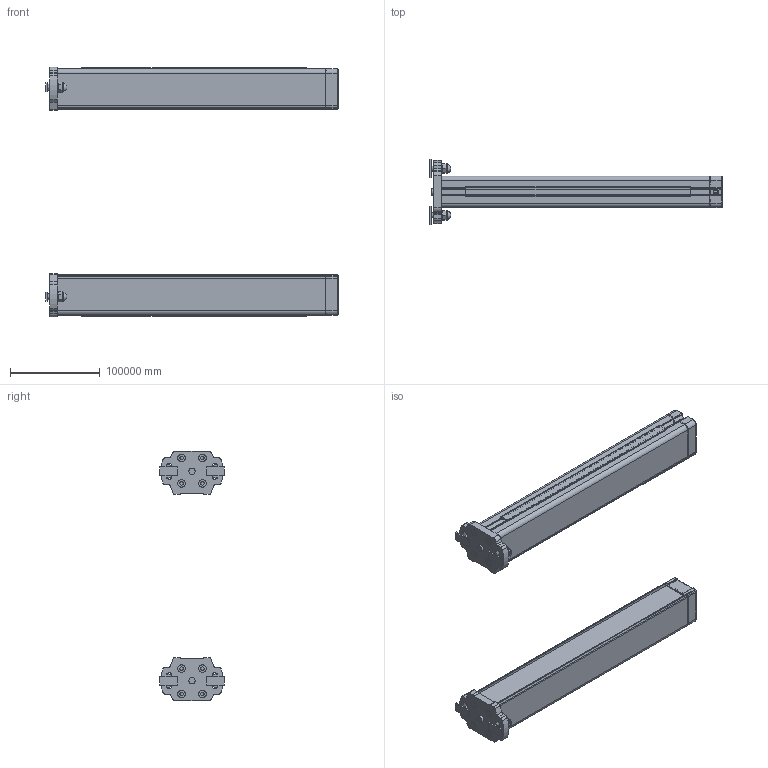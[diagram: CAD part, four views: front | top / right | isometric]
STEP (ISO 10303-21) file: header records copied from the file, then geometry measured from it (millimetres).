
FILE_DESCRIPTION(('FreeCAD Model'),'2;1');
FILE_NAME('Untitled.step','2019-11-29T14:40:18',(''),(''), 'Open CASCADE STEP processor 6.8','FreeCAD','Unknown');
FILE_SCHEMA(('AUTOMOTIVE_DESIGN_CC2 { 1 2 10303 214 -1 1 5 4 }'));
Length unit declared in the file: millimetre
Products named in the file (41): ASSEMBLY; COMPOUND003; COMPOUND023; COMPOUND024; COMPOUND007; COMPOUND016; COMPOUND008; COMPOUND002; COMPOUND026; COMPOUND027; COMPOUND010; COMPOUND017; COMPOUND032; COMPOUND036; COMPOUND030; COMPOUND037; COMPOUND028; COMPOUND001; COMPOUND015; COMPOUND029; COMPOUND031; COMPOUND004; COMPOUND018; COMPOUND019; COMPOUND033; COMPOUND006; COMPOUND020; AVE_RENDER007; AVE_GLOBAL; COMPOUND; COMPOUND005; COMPOUND009; COMPOUND011; COMPOUND035; COMPOUND014; COMPOUND012; COMPOUND013; COMPOUND021; COMPOUND034; COMPOUND022 ...
Assembly tree (47 placements, depth 2):
  ASSEMBLY
    COMPOUND003
    COMPOUND023
    COMPOUND024
    COMPOUND007
    COMPOUND016
    COMPOUND008
    COMPOUND002
    COMPOUND026
    COMPOUND027
    COMPOUND010
    COMPOUND017
    COMPOUND032
    COMPOUND036
    COMPOUND030
    COMPOUND037
    COMPOUND028
    COMPOUND001
    COMPOUND015
    COMPOUND029
    COMPOUND031
    COMPOUND004
    COMPOUND018
    COMPOUND019
    COMPOUND033
    COMPOUND006
    COMPOUND020
    AVE_RENDER007  x8
    AVE_GLOBAL
    COMPOUND
    COMPOUND005
    COMPOUND009
    COMPOUND011
    COMPOUND035
    COMPOUND014
    COMPOUND012
    COMPOUND013
    COMPOUND021
    COMPOUND034
    COMPOUND022
    COMPOUND025
Bounding box: 325813.63 x 72000 x 278044.56 mm (x, y, z)
Volume: 937881683859357.2 mm3; surface area: 218200480799.2 mm2
Topology: 38 solids, 38 shells, 1548 faces, 3946 edges, 2444 vertices
Faces by surface type: cylinder 648, plane 636, torus 100, sphere 92, bspline 60, cone 12
Full cylindrical faces by diameter (mm): 3000 x20, 3600 x8, 3800 x8, 5000 x4, 5300 x4, 5500 x4, 6000 x14, 6500 x8, 7000 x2, 10000 x4, 15000 x4
Entity records: 189497 total; most frequent: CARTESIAN_POINT 117058, DIRECTION 11848, ORIENTED_EDGE 7732, PCURVE 7732, DEFINITIONAL_REPRESENTATION 7732, LINE 5006, VECTOR 5006, B_SPLINE_CURVE_WITH_KNOTS 3970
